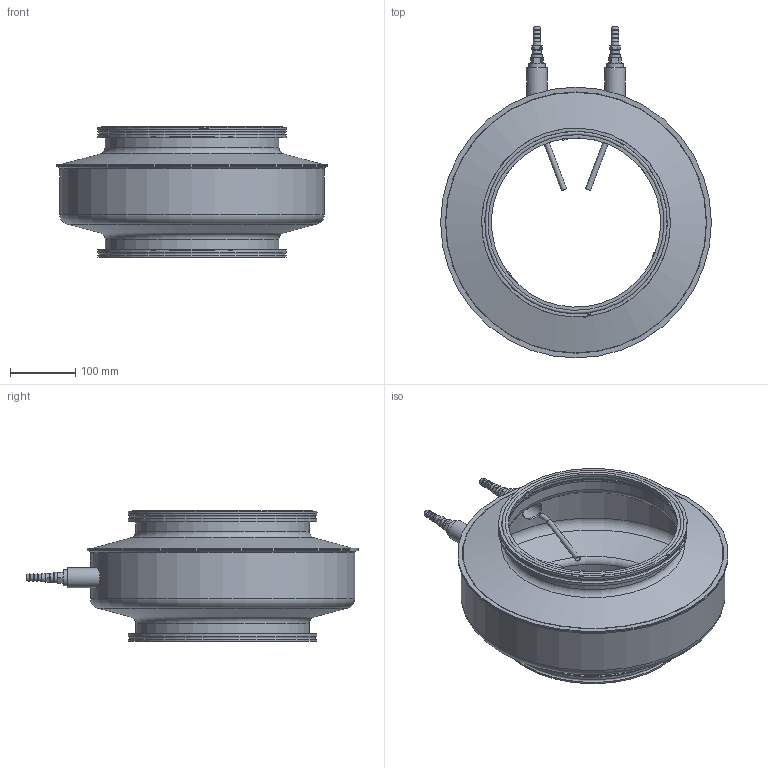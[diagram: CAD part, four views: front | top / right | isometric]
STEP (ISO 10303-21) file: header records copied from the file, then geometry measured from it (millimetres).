
FILE_DESCRIPTION(('STEP AP242'), '1');
FILE_NAME('Ëîâóøêà ïðîòî÷íàÿ ËÏ-250', '2025-05-26T05:20:19', (''), (''), 'C3D Converter', 'C3D Toolkit', '');
FILE_SCHEMA(('AP242_MANAGED_MODEL_BASED_3D_ENGINEERING_MIM_LF { 1 0 10303 442 1 1 4 }'));
Length unit declared in the file: millimetre
Bounding box: 416 x 510 x 201 mm (x, y, z)
Surface area: 461632.6 mm2 (no closed solid volume)
Topology: 0 solids, 21 shells, 158 faces, 429 edges, 275 vertices
Faces by surface type: plane 61, cylinder 33, torus 24, cone 22, bspline 16, revolution 2
Full cylindrical faces by diameter (mm): 8 x4, 12 x2, 13.85 x2, 16.5 x2, 25 x2, 31 x2, 260 x1, 261 x2, 267 x3, 274 x2, 286 x2, 290 x4, 406 x1, 416 x2
Entity records: 6546 total; most frequent: CARTESIAN_POINT 2926, DIRECTION 757, ORIENTED_EDGE 560, EDGE_CURVE 353, AXIS2_PLACEMENT_3D 306, VERTEX_POINT 274, EDGE_LOOP 258, CIRCLE 165
